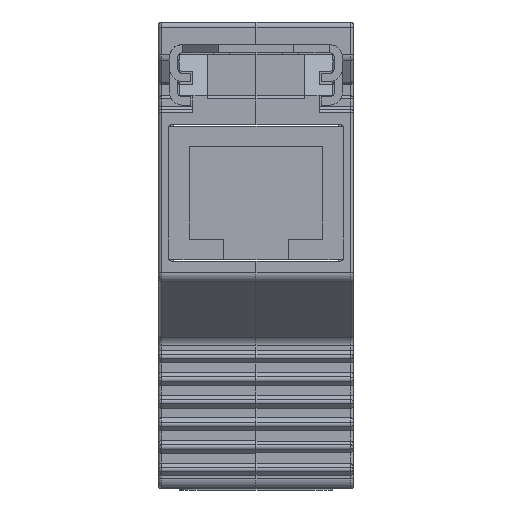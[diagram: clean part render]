
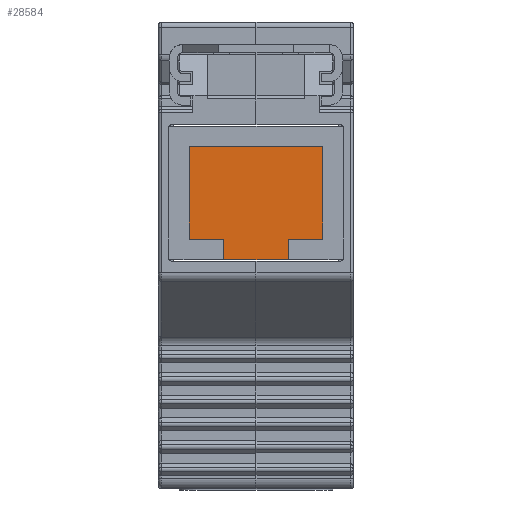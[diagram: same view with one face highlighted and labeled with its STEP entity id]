
A CAD part, left-side view. The second image highlights one B-rep face of the part: STEP entity #28584.
In plain terms, the highlighted face is planar.
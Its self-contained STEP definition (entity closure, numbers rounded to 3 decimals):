
#28291=DIRECTION('',(-1.,0.,0.));
#28292=VECTOR('',#28291,6.3);
#28293=CARTESIAN_POINT('',(3.15,5.9,-13.));
#28294=LINE('',#28293,#28292);
#28307=DIRECTION('',(0.,0.,1.));
#28308=VECTOR('',#28307,2.);
#28309=CARTESIAN_POINT('',(3.15,5.9,-13.));
#28310=LINE('',#28309,#28308);
#28311=DIRECTION('',(1.,0.,0.));
#28312=VECTOR('',#28311,3.35);
#28313=CARTESIAN_POINT('',(3.15,5.9,-11.));
#28314=LINE('',#28313,#28312);
#28315=DIRECTION('',(0.,0.,1.));
#28316=VECTOR('',#28315,9.);
#28317=CARTESIAN_POINT('',(6.5,5.9,-11.));
#28318=LINE('',#28317,#28316);
#28319=DIRECTION('',(-1.,0.,0.));
#28320=VECTOR('',#28319,13.);
#28321=CARTESIAN_POINT('',(6.5,5.9,-2.));
#28322=LINE('',#28321,#28320);
#28323=DIRECTION('',(0.,0.,-1.));
#28324=VECTOR('',#28323,9.);
#28325=CARTESIAN_POINT('',(-6.5,5.9,-2.));
#28326=LINE('',#28325,#28324);
#28327=DIRECTION('',(1.,0.,0.));
#28328=VECTOR('',#28327,3.35);
#28329=CARTESIAN_POINT('',(-6.5,5.9,-11.));
#28330=LINE('',#28329,#28328);
#28331=DIRECTION('',(0.,0.,-1.));
#28332=VECTOR('',#28331,2.);
#28333=CARTESIAN_POINT('',(-3.15,5.9,-11.));
#28334=LINE('',#28333,#28332);
#28433=CARTESIAN_POINT('',(3.15,5.9,-13.));
#28434=CARTESIAN_POINT('',(-3.15,5.9,-13.));
#28435=VERTEX_POINT('',#28433);
#28436=VERTEX_POINT('',#28434);
#28443=CARTESIAN_POINT('',(3.15,5.9,-11.));
#28444=VERTEX_POINT('',#28443);
#28445=CARTESIAN_POINT('',(6.5,5.9,-11.));
#28446=VERTEX_POINT('',#28445);
#28447=CARTESIAN_POINT('',(6.5,5.9,-2.));
#28448=VERTEX_POINT('',#28447);
#28449=CARTESIAN_POINT('',(-6.5,5.9,-2.));
#28450=VERTEX_POINT('',#28449);
#28451=CARTESIAN_POINT('',(-6.5,5.9,-11.));
#28452=VERTEX_POINT('',#28451);
#28453=CARTESIAN_POINT('',(-3.15,5.9,-11.));
#28454=VERTEX_POINT('',#28453);
#28562=CARTESIAN_POINT('',(0.,5.9,0.));
#28563=DIRECTION('',(0.,1.,0.));
#28564=DIRECTION('',(1.,0.,0.));
#28565=AXIS2_PLACEMENT_3D('',#28562,#28563,#28564);
#28566=PLANE('',#28565);
#28567=ORIENTED_EDGE('',*,*,#28538,.F.);
#28569=ORIENTED_EDGE('',*,*,#28568,.T.);
#28571=ORIENTED_EDGE('',*,*,#28570,.T.);
#28573=ORIENTED_EDGE('',*,*,#28572,.T.);
#28575=ORIENTED_EDGE('',*,*,#28574,.T.);
#28577=ORIENTED_EDGE('',*,*,#28576,.T.);
#28579=ORIENTED_EDGE('',*,*,#28578,.T.);
#28581=ORIENTED_EDGE('',*,*,#28580,.T.);
#28582=EDGE_LOOP('',(#28567,#28569,#28571,#28573,#28575,#28577,#28579,#28581));
#28583=FACE_OUTER_BOUND('',#28582,.F.);
#28538=EDGE_CURVE('',#28435,#28436,#28294,.T.);
#28568=EDGE_CURVE('',#28435,#28444,#28310,.T.);
#28570=EDGE_CURVE('',#28444,#28446,#28314,.T.);
#28572=EDGE_CURVE('',#28446,#28448,#28318,.T.);
#28574=EDGE_CURVE('',#28448,#28450,#28322,.T.);
#28576=EDGE_CURVE('',#28450,#28452,#28326,.T.);
#28578=EDGE_CURVE('',#28452,#28454,#28330,.T.);
#28580=EDGE_CURVE('',#28454,#28436,#28334,.T.);
#28584=ADVANCED_FACE('',(#28583),#28566,.T.);
